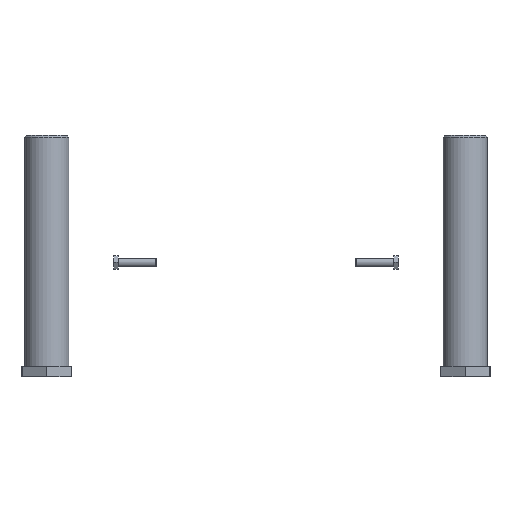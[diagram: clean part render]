
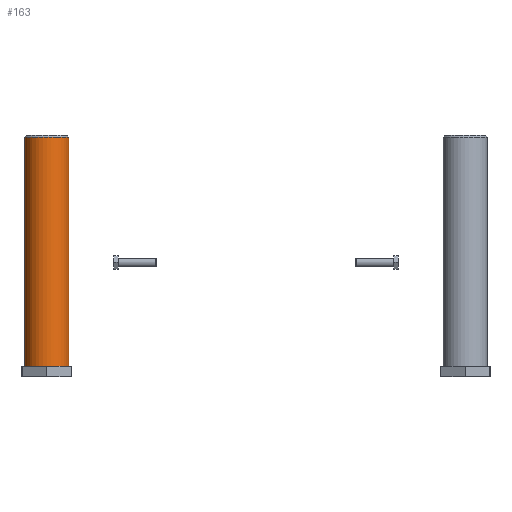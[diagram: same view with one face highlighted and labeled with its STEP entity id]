
A CAD part, front view. The second image highlights one B-rep face of the part: STEP entity #163.
In plain terms, the highlighted cylindrical face has radius 31.75 mm (diameter 63.5 mm), a full revolution.
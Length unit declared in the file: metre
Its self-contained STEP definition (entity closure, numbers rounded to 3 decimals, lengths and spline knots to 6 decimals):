
#163 = ADVANCED_FACE( '', ( #329, #330 ), #331, .T. );
#329 = FACE_OUTER_BOUND( '', #495, .T. );
#330 = FACE_OUTER_BOUND( '', #496, .T. );
#331 = CYLINDRICAL_SURFACE( '', #497, 0.03175 );
#495 = EDGE_LOOP( '', ( #824 ) );
#496 = EDGE_LOOP( '', ( #825 ) );
#497 = AXIS2_PLACEMENT_3D( '', #826, #827, #828 );
#824 = ORIENTED_EDGE( '', *, *, #976, .F. );
#825 = ORIENTED_EDGE( '', *, *, #935, .F. );
#826 = CARTESIAN_POINT( '', ( -0.298889, -2.976286, 0.647816 ) );
#827 = DIRECTION( '', ( 0., 0., -1. ) );
#828 = DIRECTION( '', ( -1., 0., 0. ) );
#935 = EDGE_CURVE( '', #1111, #1111, #1112, .T. );
#976 = EDGE_CURVE( '', #1163, #1163, #1164, .F. );
#1111 = VERTEX_POINT( '', #1352 );
#1112 = CIRCLE( '', #1353, 0.03175 );
#1163 = VERTEX_POINT( '', #1423 );
#1164 = CIRCLE( '', #1424, 0.03175 );
#1352 = CARTESIAN_POINT( '', ( -0.330639, -2.976286, 0.647818 ) );
#1353 = AXIS2_PLACEMENT_3D( '', #1507, #1508, #1509 );
#1423 = CARTESIAN_POINT( '', ( -0.330639, -2.976286, 0.974843 ) );
#1424 = AXIS2_PLACEMENT_3D( '', #1535, #1536, #1537 );
#1507 = CARTESIAN_POINT( '', ( -0.298889, -2.976286, 0.647818 ) );
#1508 = DIRECTION( '', ( 0., 0., -1. ) );
#1509 = DIRECTION( '', ( -1., 0., 0. ) );
#1535 = CARTESIAN_POINT( '', ( -0.298889, -2.976286, 0.974843 ) );
#1536 = DIRECTION( '', ( 0., 0., -1. ) );
#1537 = DIRECTION( '', ( -1., 0., 0. ) );
